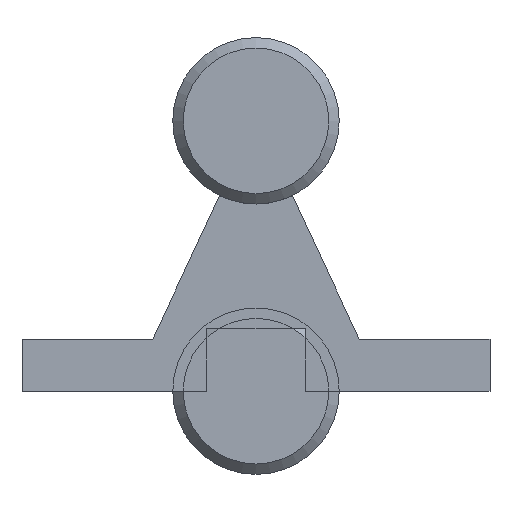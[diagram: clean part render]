
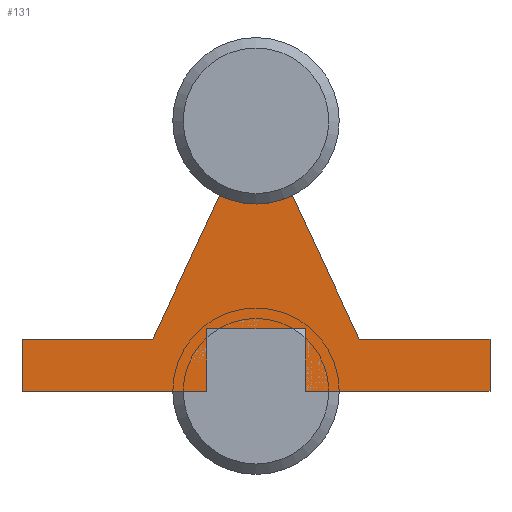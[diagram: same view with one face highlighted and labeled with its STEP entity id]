
A CAD part, front view. The second image highlights one B-rep face of the part: STEP entity #131.
In plain terms, the highlighted planar face has unit normal (0, -1, 0).
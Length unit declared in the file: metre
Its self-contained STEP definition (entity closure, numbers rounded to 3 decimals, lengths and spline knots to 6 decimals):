
#131 = ADVANCED_FACE( '', ( #196 ), #197, .T. );
#196 = FACE_OUTER_BOUND( '', #321, .T. );
#197 = PLANE( '', #322 );
#321 = EDGE_LOOP( '', ( #477, #478, #479, #480, #481, #482, #483, #484, #485, #486, #487, #488 ) );
#322 = AXIS2_PLACEMENT_3D( '', #489, #490, #491 );
#477 = ORIENTED_EDGE( '', *, *, #711, .F. );
#478 = ORIENTED_EDGE( '', *, *, #712, .T. );
#479 = ORIENTED_EDGE( '', *, *, #713, .T. );
#480 = ORIENTED_EDGE( '', *, *, #714, .T. );
#481 = ORIENTED_EDGE( '', *, *, #715, .F. );
#482 = ORIENTED_EDGE( '', *, *, #716, .F. );
#483 = ORIENTED_EDGE( '', *, *, #717, .F. );
#484 = ORIENTED_EDGE( '', *, *, #706, .F. );
#485 = ORIENTED_EDGE( '', *, *, #688, .F. );
#486 = ORIENTED_EDGE( '', *, *, #718, .F. );
#487 = ORIENTED_EDGE( '', *, *, #719, .F. );
#488 = ORIENTED_EDGE( '', *, *, #708, .F. );
#489 = CARTESIAN_POINT( '', ( 0., 0., 0.026 ) );
#490 = DIRECTION( '', ( 0., -1., 0. ) );
#491 = DIRECTION( '', ( 0., 0., -1. ) );
#688 = EDGE_CURVE( '', #772, #773, #774, .T. );
#706 = EDGE_CURVE( '', #773, #807, #808, .T. );
#708 = EDGE_CURVE( '', #810, #811, #812, .T. );
#711 = EDGE_CURVE( '', #815, #810, #816, .T. );
#712 = EDGE_CURVE( '', #815, #817, #818, .T. );
#713 = EDGE_CURVE( '', #817, #819, #820, .T. );
#714 = EDGE_CURVE( '', #819, #821, #822, .T. );
#715 = EDGE_CURVE( '', #823, #821, #824, .T. );
#716 = EDGE_CURVE( '', #825, #823, #826, .T. );
#717 = EDGE_CURVE( '', #807, #825, #827, .T. );
#718 = EDGE_CURVE( '', #828, #772, #829, .T. );
#719 = EDGE_CURVE( '', #811, #828, #830, .T. );
#772 = VERTEX_POINT( '', #1087 );
#773 = VERTEX_POINT( '', #1088 );
#774 = CIRCLE( '', #1089, 0.008 );
#807 = VERTEX_POINT( '', #1318 );
#808 = LINE( '', #1319, #1320 );
#810 = VERTEX_POINT( '', #1323 );
#811 = VERTEX_POINT( '', #1324 );
#812 = LINE( '', #1325, #1326 );
#815 = VERTEX_POINT( '', #1331 );
#816 = LINE( '', #1332, #1333 );
#817 = VERTEX_POINT( '', #1334 );
#818 = LINE( '', #1335, #1336 );
#819 = VERTEX_POINT( '', #1337 );
#820 = LINE( '', #1338, #1339 );
#821 = VERTEX_POINT( '', #1340 );
#822 = LINE( '', #1341, #1342 );
#823 = VERTEX_POINT( '', #1343 );
#824 = LINE( '', #1344, #1345 );
#825 = VERTEX_POINT( '', #1346 );
#826 = LINE( '', #1347, #1348 );
#827 = LINE( '', #1349, #1350 );
#828 = VERTEX_POINT( '', #1351 );
#829 = LINE( '', #1352, #1353 );
#830 = LINE( '', #1354, #1355 );
#1087 = CARTESIAN_POINT( '', ( -0.0035, 0., 0.018806 ) );
#1088 = CARTESIAN_POINT( '', ( 0.0035, 0., 0.018806 ) );
#1089 = AXIS2_PLACEMENT_3D( '', #1430, #1431, #1432 );
#1318 = CARTESIAN_POINT( '', ( 0.009938, 0., 0.005 ) );
#1319 = CARTESIAN_POINT( '', ( 0.009938, 0., 0.005 ) );
#1320 = VECTOR( '', #1449, 1. );
#1323 = CARTESIAN_POINT( '', ( -0.0225, 0., 0. ) );
#1324 = CARTESIAN_POINT( '', ( -0.0225, 0., 0.005 ) );
#1325 = CARTESIAN_POINT( '', ( -0.0225, 0., 0. ) );
#1326 = VECTOR( '', #1451, 1. );
#1331 = CARTESIAN_POINT( '', ( -0.00475, 0., 0. ) );
#1332 = CARTESIAN_POINT( '', ( 0.0225, 0., 0. ) );
#1333 = VECTOR( '', #1454, 1. );
#1334 = CARTESIAN_POINT( '', ( -0.00475, 0., 0.006 ) );
#1335 = CARTESIAN_POINT( '', ( -0.00475, 0., 0. ) );
#1336 = VECTOR( '', #1455, 1. );
#1337 = CARTESIAN_POINT( '', ( 0.00475, 0., 0.006 ) );
#1338 = CARTESIAN_POINT( '', ( -0.00475, 0., 0.006 ) );
#1339 = VECTOR( '', #1456, 1. );
#1340 = CARTESIAN_POINT( '', ( 0.00475, 0., 0. ) );
#1341 = CARTESIAN_POINT( '', ( 0.00475, 0., 0.006 ) );
#1342 = VECTOR( '', #1457, 1. );
#1343 = CARTESIAN_POINT( '', ( 0.0225, 0., 0. ) );
#1344 = CARTESIAN_POINT( '', ( 0.0225, 0., 0. ) );
#1345 = VECTOR( '', #1458, 1. );
#1346 = CARTESIAN_POINT( '', ( 0.0225, 0., 0.005 ) );
#1347 = CARTESIAN_POINT( '', ( 0.0225, 0., 0. ) );
#1348 = VECTOR( '', #1459, 1. );
#1349 = CARTESIAN_POINT( '', ( 0.0225, 0., 0.005 ) );
#1350 = VECTOR( '', #1460, 1. );
#1351 = CARTESIAN_POINT( '', ( -0.009938, 0., 0.005 ) );
#1352 = CARTESIAN_POINT( '', ( -0.009938, 0., 0.005 ) );
#1353 = VECTOR( '', #1461, 1. );
#1354 = CARTESIAN_POINT( '', ( -0.0225, 0., 0.005 ) );
#1355 = VECTOR( '', #1462, 1. );
#1430 = CARTESIAN_POINT( '', ( 0., 0., 0.026 ) );
#1431 = DIRECTION( '', ( 0., -1., 0. ) );
#1432 = DIRECTION( '', ( 1., 0., 0. ) );
#1449 = DIRECTION( '', ( 0.423, 0., -0.906 ) );
#1451 = DIRECTION( '', ( 0., 0., 1. ) );
#1454 = DIRECTION( '', ( -1., 0., 0. ) );
#1455 = DIRECTION( '', ( 0., 0., 1. ) );
#1456 = DIRECTION( '', ( 1., 0., 0. ) );
#1457 = DIRECTION( '', ( 0., 0., -1. ) );
#1458 = DIRECTION( '', ( -1., 0., 0. ) );
#1459 = DIRECTION( '', ( 0., 0., -1. ) );
#1460 = DIRECTION( '', ( 1., 0., 0. ) );
#1461 = DIRECTION( '', ( 0.423, 0., 0.906 ) );
#1462 = DIRECTION( '', ( 1., 0., 0. ) );
